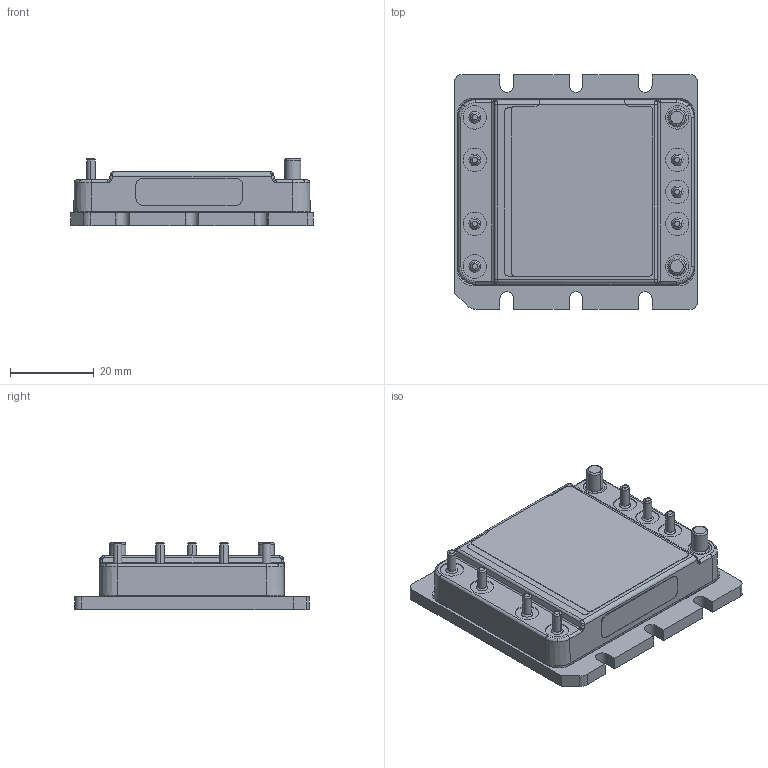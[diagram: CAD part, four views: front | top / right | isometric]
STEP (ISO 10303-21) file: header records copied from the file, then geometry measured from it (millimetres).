
FILE_DESCRIPTION (( 'STEP AP214' ), '1' );
FILE_NAME ('37206r1-VxxBxxxxxxBLP.STEP', '2011-02-24T01:23:36', ( 'Vicor Employee' ), ( 'Vicor Corporation' ), 'SwSTEP 2.0', 'SolidWorks 2011', '' );
FILE_SCHEMA (( 'AUTOMOTIVE_DESIGN' ));
Length unit declared in the file: inch
Products named in the file (1): 37206r1-VxxBxxxxxxBLP
Bounding box: 58.09 x 56.05 x 16.08 mm (x, y, z)
Volume: 8948.4 mm3; surface area: 17350.8 mm2
Topology: 1 solids, 1 shells, 674 faces, 1821 edges, 1160 vertices
Faces by surface type: plane 350, cylinder 166, bspline 120, cone 38
Entity records: 36836 total; most frequent: CARTESIAN_POINT 11886, ORIENTED_EDGE 3642, DIRECTION 3055, EDGE_CURVE 1821, VERTEX_POINT 1160, LINE 1133, VECTOR 1133, AXIS2_PLACEMENT_3D 961
